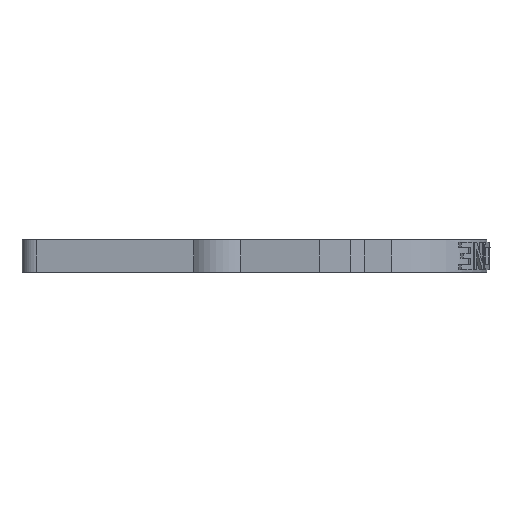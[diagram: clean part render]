
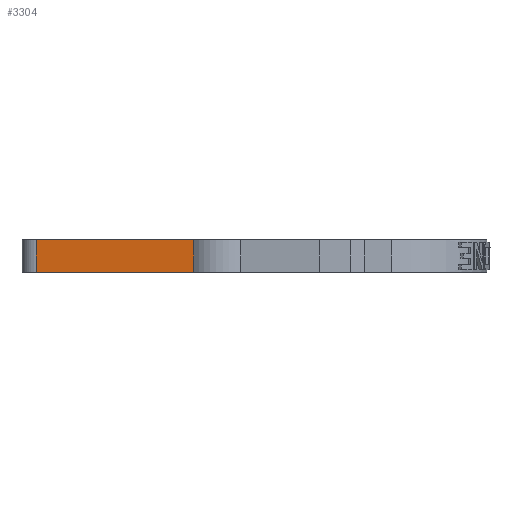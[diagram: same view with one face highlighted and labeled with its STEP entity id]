
A CAD part, left-side view. The second image highlights one B-rep face of the part: STEP entity #3304.
In plain terms, the highlighted planar face has unit normal (-0.991, 0.136, 0).
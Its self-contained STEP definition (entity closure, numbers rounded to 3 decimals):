
#160=PLANE('',#3596);
#356=FACE_OUTER_BOUND('',#570,.T.);
#570=EDGE_LOOP('',(#3061,#3062,#3063,#3064));
#719=LINE('',#5575,#1009);
#831=LINE('',#5910,#1121);
#860=LINE('',#6004,#1150);
#861=LINE('',#6006,#1151);
#1009=VECTOR('',#4017,43.813);
#1121=VECTOR('',#4341,43.813);
#1150=VECTOR('',#4460,9.);
#1151=VECTOR('',#4463,9.);
#1516=VERTEX_POINT('',#5572);
#1517=VERTEX_POINT('',#5574);
#1633=VERTEX_POINT('',#5907);
#1634=VERTEX_POINT('',#5909);
#1916=EDGE_CURVE('',#1516,#1517,#719,.T.);
#2082=EDGE_CURVE('',#1634,#1633,#831,.T.);
#2125=EDGE_CURVE('',#1633,#1517,#860,.T.);
#2126=EDGE_CURVE('',#1634,#1516,#861,.T.);
#3061=ORIENTED_EDGE('',*,*,#2082,.T.);
#3062=ORIENTED_EDGE('',*,*,#2125,.T.);
#3063=ORIENTED_EDGE('',*,*,#1916,.F.);
#3064=ORIENTED_EDGE('',*,*,#2126,.F.);
#3304=ADVANCED_FACE('',(#356),#160,.T.);
#3596=AXIS2_PLACEMENT_3D('',#6005,#4461,#4462);
#4017=DIRECTION('',(-0.136,-0.991,0.));
#4341=DIRECTION('',(-0.136,-0.991,0.));
#4460=DIRECTION('',(0.,0.,1.));
#4461=DIRECTION('center_axis',(-0.991,0.136,0.));
#4462=DIRECTION('ref_axis',(-0.136,-0.991,0.));
#4463=DIRECTION('',(0.,0.,1.));
#5572=CARTESIAN_POINT('',(-15.558,60.484,9.));
#5574=CARTESIAN_POINT('',(-21.518,17.078,9.));
#5575=CARTESIAN_POINT('',(-15.558,60.484,9.));
#5907=CARTESIAN_POINT('',(-21.518,17.078,0.));
#5909=CARTESIAN_POINT('',(-15.558,60.484,0.));
#5910=CARTESIAN_POINT('',(-15.558,60.484,0.));
#6004=CARTESIAN_POINT('',(-21.518,17.078,0.));
#6005=CARTESIAN_POINT('Origin',(-15.558,60.484,0.));
#6006=CARTESIAN_POINT('',(-15.558,60.484,0.));
